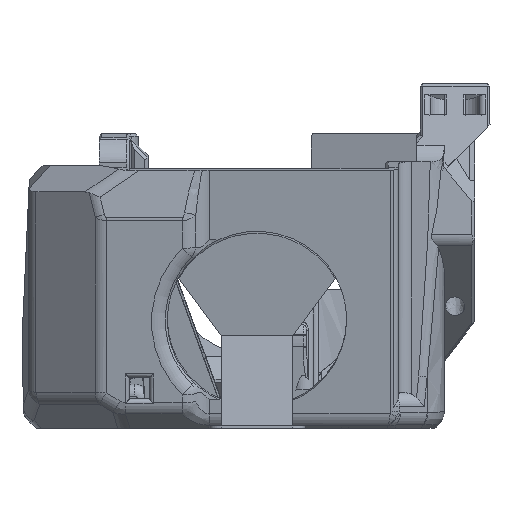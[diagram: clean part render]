
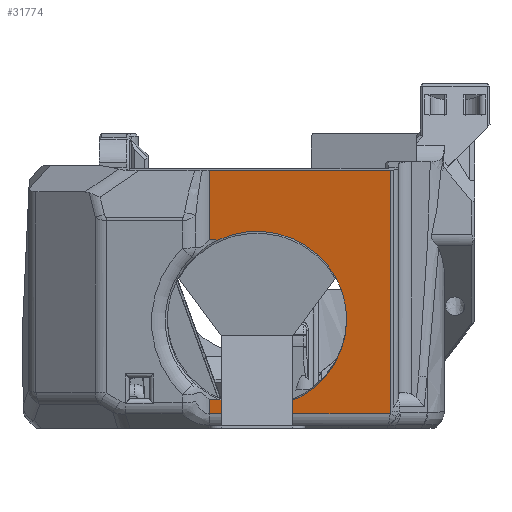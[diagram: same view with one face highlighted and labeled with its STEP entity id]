
A CAD part, left-side view. The second image highlights one B-rep face of the part: STEP entity #31774.
In plain terms, the highlighted planar face has unit normal (-0.985, 0, -0.174).
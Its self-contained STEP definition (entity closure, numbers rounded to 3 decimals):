
#542=ELLIPSE('',#34353,1.92,1.);
#1296=B_SPLINE_CURVE_WITH_KNOTS('',3,(#54200,#54201,#54202,#54203),
 .UNSPECIFIED.,.F.,.F.,(4,4),(0.,0.001),.UNSPECIFIED.);
#1304=B_SPLINE_CURVE_WITH_KNOTS('',3,(#54354,#54355,#54356,#54357),
 .UNSPECIFIED.,.F.,.F.,(4,4),(0.,0.001),.UNSPECIFIED.);
#2160=CIRCLE('',#34354,14.);
#7802=ORIENTED_EDGE('',*,*,#15322,.T.);
#7803=ORIENTED_EDGE('',*,*,#15389,.T.);
#7804=ORIENTED_EDGE('',*,*,#15387,.F.);
#7805=ORIENTED_EDGE('',*,*,#15390,.F.);
#7806=ORIENTED_EDGE('',*,*,#15391,.T.);
#7807=ORIENTED_EDGE('',*,*,#15392,.T.);
#7808=ORIENTED_EDGE('',*,*,#15393,.T.);
#7809=ORIENTED_EDGE('',*,*,#15325,.T.);
#7810=ORIENTED_EDGE('',*,*,#15323,.T.);
#15322=EDGE_CURVE('',#19251,#19323,#22061,.T.);
#15323=EDGE_CURVE('',#19324,#19251,#22062,.F.);
#15325=EDGE_CURVE('',#19325,#19324,#1296,.T.);
#15387=EDGE_CURVE('',#19367,#19368,#22106,.F.);
#15389=EDGE_CURVE('',#19323,#19368,#542,.F.);
#15390=EDGE_CURVE('',#19369,#19367,#22107,.T.);
#15391=EDGE_CURVE('',#19369,#19370,#22108,.F.);
#15392=EDGE_CURVE('',#19370,#19371,#1304,.F.);
#15393=EDGE_CURVE('',#19371,#19325,#2160,.T.);
#19251=VERTEX_POINT('',#53917);
#19323=VERTEX_POINT('',#54167);
#19324=VERTEX_POINT('',#54171);
#19325=VERTEX_POINT('',#54204);
#19367=VERTEX_POINT('',#54344);
#19368=VERTEX_POINT('',#54346);
#19369=VERTEX_POINT('',#54351);
#19370=VERTEX_POINT('',#54353);
#19371=VERTEX_POINT('',#54358);
#22061=LINE('',#54168,#24915);
#22062=LINE('',#54170,#24916);
#22106=LINE('',#54345,#24960);
#22107=LINE('',#54350,#24961);
#22108=LINE('',#54352,#24962);
#24915=VECTOR('',#40162,1000.);
#24916=VECTOR('',#40165,1000.);
#24960=VECTOR('',#40259,1000.);
#24961=VECTOR('',#40266,1000.);
#24962=VECTOR('',#40267,1000.);
#26903=EDGE_LOOP('',(#7802,#7803,#7804,#7805,#7806,#7807,#7808,#7809,#7810));
#28855=FACE_BOUND('',#26903,.T.);
#30414=PLANE('',#34352);
#31774=ADVANCED_FACE('',(#28855),#30414,.F.);
#34352=AXIS2_PLACEMENT_3D('',#54348,#40262,#40263);
#34353=AXIS2_PLACEMENT_3D('',#54349,#40264,#40265);
#34354=AXIS2_PLACEMENT_3D('',#54359,#40268,#40269);
#40162=DIRECTION('',(0.,-1.,0.));
#40165=DIRECTION('',(-0.174,0.,0.985));
#40259=DIRECTION('',(-0.174,0.,0.985));
#40262=DIRECTION('',(0.985,0.,0.174));
#40263=DIRECTION('',(-0.174,0.,0.985));
#40264=DIRECTION('',(0.985,0.,0.174));
#40265=DIRECTION('',(0.126,-0.686,-0.716));
#40266=DIRECTION('',(0.,-1.,0.));
#40267=DIRECTION('',(-0.174,0.,0.985));
#40268=DIRECTION('',(0.985,0.,0.174));
#40269=DIRECTION('',(-0.174,0.,0.985));
#53917=CARTESIAN_POINT('',(-27.864,12.27,2.262));
#54167=CARTESIAN_POINT('',(-27.864,-15.951,2.262));
#54168=CARTESIAN_POINT('',(-27.864,-14.655,2.262));
#54170=CARTESIAN_POINT('',(-31.185,12.27,21.099));
#54171=CARTESIAN_POINT('',(-28.255,12.27,4.482));
#54200=CARTESIAN_POINT('',(-28.27,10.952,4.562));
#54201=CARTESIAN_POINT('',(-28.27,11.393,4.564));
#54202=CARTESIAN_POINT('',(-28.265,11.833,4.537));
#54203=CARTESIAN_POINT('',(-28.255,12.27,4.482));
#54204=CARTESIAN_POINT('',(-28.27,10.952,4.562));
#54344=CARTESIAN_POINT('',(-34.572,-16.002,40.304));
#54345=CARTESIAN_POINT('',(-7.663,-16.002,-112.301));
#54346=CARTESIAN_POINT('',(-27.916,-16.002,2.558));
#54348=CARTESIAN_POINT('',(-31.185,24.853,21.099));
#54349=CARTESIAN_POINT('',(-28.071,-14.497,3.435));
#54350=CARTESIAN_POINT('',(-34.572,24.853,40.304));
#54351=CARTESIAN_POINT('',(-34.572,12.27,40.304));
#54352=CARTESIAN_POINT('',(-31.185,12.27,21.099));
#54353=CARTESIAN_POINT('',(-32.66,12.27,29.463));
#54354=CARTESIAN_POINT('',(-32.646,10.952,29.383));
#54355=CARTESIAN_POINT('',(-32.646,11.393,29.381));
#54356=CARTESIAN_POINT('',(-32.651,11.833,29.409));
#54357=CARTESIAN_POINT('',(-32.66,12.27,29.463));
#54358=CARTESIAN_POINT('',(-32.646,10.952,29.383));
#54359=CARTESIAN_POINT('',(-30.458,4.853,16.973));
